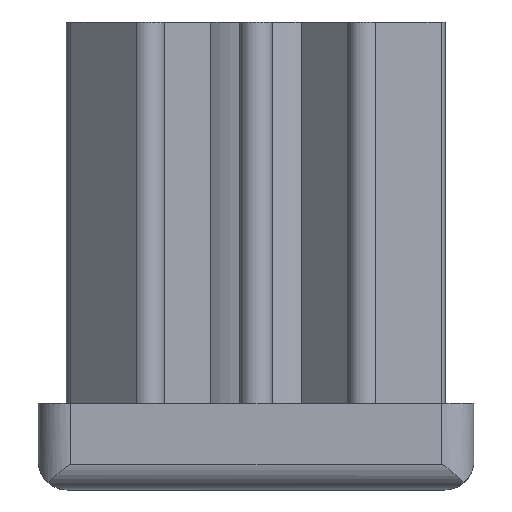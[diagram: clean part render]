
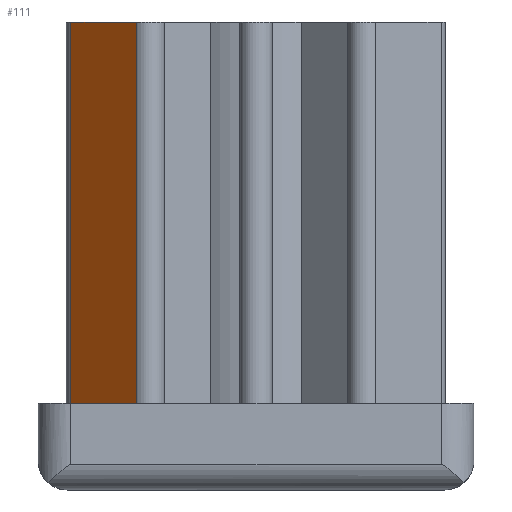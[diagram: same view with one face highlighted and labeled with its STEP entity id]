
A CAD part, left-side view. The second image highlights one B-rep face of the part: STEP entity #111.
In plain terms, the highlighted planar face has unit normal (-0.707, 0.707, 0).
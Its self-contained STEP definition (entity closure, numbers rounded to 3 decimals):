
#111 = ADVANCED_FACE( '', ( #273 ), #274, .F. );
#273 = FACE_OUTER_BOUND( '', #488, .T. );
#274 = PLANE( '', #489 );
#488 = EDGE_LOOP( '', ( #798, #799, #800, #801 ) );
#489 = AXIS2_PLACEMENT_3D( '', #802, #803, #804 );
#798 = ORIENTED_EDGE( '', *, *, #1311, .T. );
#799 = ORIENTED_EDGE( '', *, *, #1359, .T. );
#800 = ORIENTED_EDGE( '', *, *, #1396, .F. );
#801 = ORIENTED_EDGE( '', *, *, #1397, .F. );
#802 = CARTESIAN_POINT( '', ( -11., 17., 43. ) );
#803 = DIRECTION( '', ( 0.707, -0.707, 0. ) );
#804 = DIRECTION( '', ( 0.707, 0.707, 0. ) );
#1311 = EDGE_CURVE( '', #1570, #1568, #1571, .T. );
#1359 = EDGE_CURVE( '', #1568, #1654, #1656, .T. );
#1396 = EDGE_CURVE( '', #1721, #1654, #1722, .T. );
#1397 = EDGE_CURVE( '', #1570, #1721, #1723, .T. );
#1568 = VERTEX_POINT( '', #1950 );
#1570 = VERTEX_POINT( '', #1952 );
#1571 = LINE( '', #1953, #1954 );
#1654 = VERTEX_POINT( '', #2062 );
#1656 = LINE( '', #2064, #2065 );
#1721 = VERTEX_POINT( '', #2152 );
#1722 = LINE( '', #2153, #2154 );
#1723 = LINE( '', #2155, #2156 );
#1950 = CARTESIAN_POINT( '', ( -11., 17., 8. ) );
#1952 = CARTESIAN_POINT( '', ( -11., 17., 43. ) );
#1953 = CARTESIAN_POINT( '', ( -11., 17., 43. ) );
#1954 = VECTOR( '', #2587, 1000. );
#2062 = CARTESIAN_POINT( '', ( -17., 11., 8. ) );
#2064 = CARTESIAN_POINT( '', ( -11., 17., 8. ) );
#2065 = VECTOR( '', #2658, 1000. );
#2152 = CARTESIAN_POINT( '', ( -17., 11., 43. ) );
#2153 = CARTESIAN_POINT( '', ( -17., 11., 43. ) );
#2154 = VECTOR( '', #2717, 1000. );
#2155 = CARTESIAN_POINT( '', ( -11., 17., 43. ) );
#2156 = VECTOR( '', #2718, 1000. );
#2587 = DIRECTION( '', ( 0., 0., -1. ) );
#2658 = DIRECTION( '', ( -0.707, -0.707, 0. ) );
#2717 = DIRECTION( '', ( 0., 0., -1. ) );
#2718 = DIRECTION( '', ( -0.707, -0.707, 0. ) );
